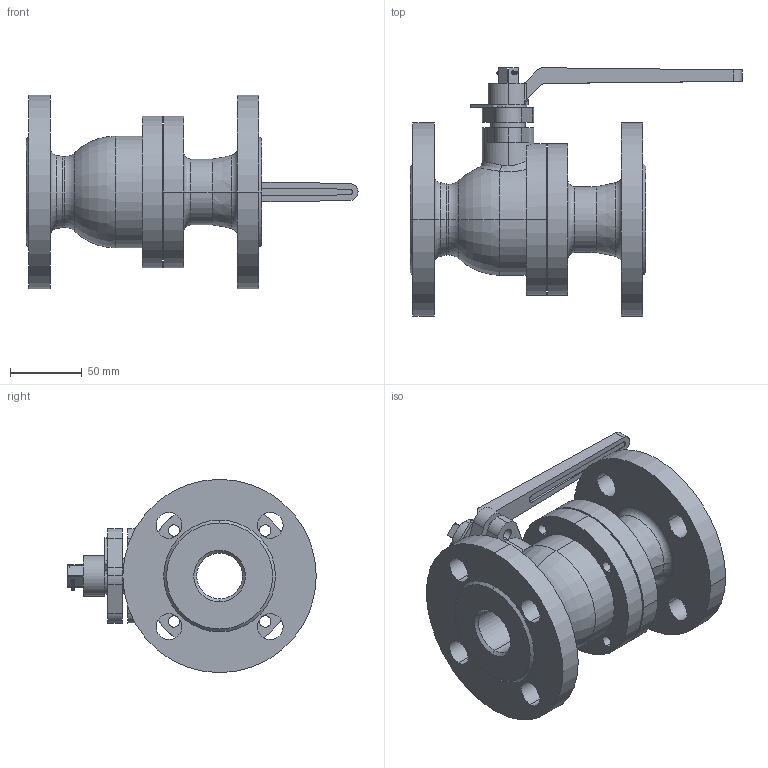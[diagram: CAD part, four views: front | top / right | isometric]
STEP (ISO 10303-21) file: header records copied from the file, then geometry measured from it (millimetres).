
FILE_DESCRIPTION (( 'STEP AP203' ), '1' );
FILE_NAME ('32蚾饜极.STEP', '2023-08-23T07:01:54', ( '' ), ( '' ), 'SwSTEP 2.0', 'SolidWorks 2021', '' );
FILE_SCHEMA (( 'CONFIG_CONTROL_DESIGN' ));
Length unit declared in the file: millimetre
Products named in the file (8): 种; 20隅弇輸; 32奻概极; 32概裝; 20沓蹋揤裔; 32蚾饜极; 32狟概极; 20忒梟
Assembly tree (7 placements, depth 2):
  32蚾饜极
    32狟概极
    32奻概极
    20沓蹋揤裔
    32概裝
    20隅弇輸
    20忒梟
    种
Bounding box: 231.77 x 173.5 x 135 mm (x, y, z)
Volume: 794961.8 mm3; surface area: 177303.8 mm2
Topology: 7 solids, 7 shells, 278 faces, 700 edges, 450 vertices
Faces by surface type: cylinder 137, plane 93, torus 22, cone 22, bspline 4
Entity records: 9985 total; most frequent: CARTESIAN_POINT 2234, DIRECTION 1524, ORIENTED_EDGE 1400, EDGE_CURVE 700, AXIS2_PLACEMENT_3D 605, VERTEX_POINT 450, EDGE_LOOP 348, CIRCLE 321
